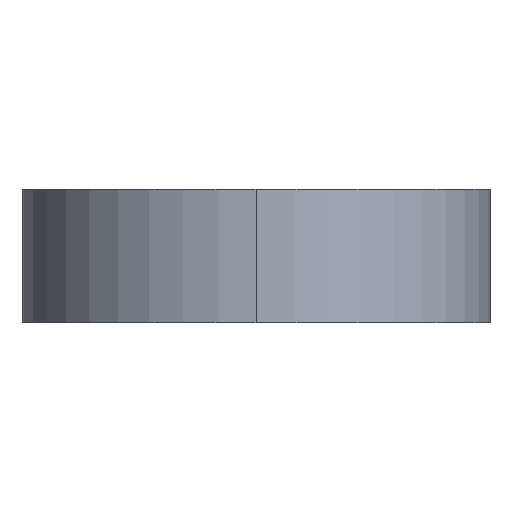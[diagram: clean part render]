
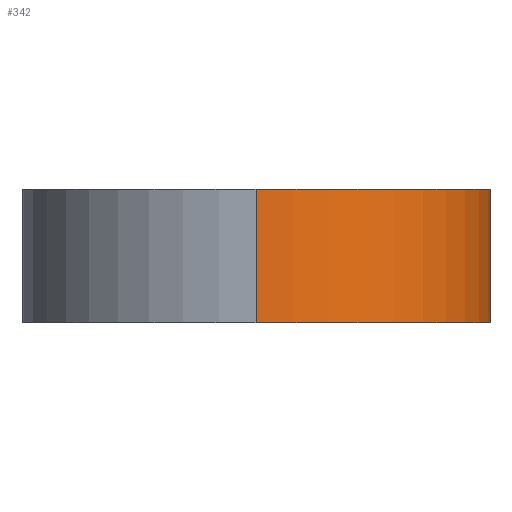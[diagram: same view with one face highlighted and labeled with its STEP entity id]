
A CAD part, left-side view. The second image highlights one B-rep face of the part: STEP entity #342.
In plain terms, the highlighted cylindrical face has radius 17.5 mm (diameter 35 mm), a partial arc.
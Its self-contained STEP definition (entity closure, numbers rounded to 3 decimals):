
#25 = DIRECTION ( 'NONE',  ( 0., 0., -1. ) ) ;
#28 = AXIS2_PLACEMENT_3D ( 'NONE', #1073, #483, #679 ) ;
#64 = VERTEX_POINT ( 'NONE', #630 ) ;
#95 = DIRECTION ( 'NONE',  ( 1., 0., 0. ) ) ;
#217 = LINE ( 'NONE', #1047, #481 ) ;
#228 = EDGE_CURVE ( 'NONE', #913, #701, #1082, .T. ) ;
#342 = ADVANCED_FACE ( 'NONE', ( #938 ), #543, .T. ) ;
#354 = EDGE_CURVE ( 'NONE', #64, #913, #217, .T. ) ;
#371 = CIRCLE ( 'NONE', #1171, 17.5 ) ;
#386 = AXIS2_PLACEMENT_3D ( 'NONE', #745, #25, #759 ) ;
#481 = VECTOR ( 'NONE', #1165, 1000. ) ;
#483 = DIRECTION ( 'NONE',  ( 0., 0., 1. ) ) ;
#489 = EDGE_LOOP ( 'NONE', ( #1211, #597, #704, #828 ) ) ;
#490 = CARTESIAN_POINT ( 'NONE',  ( 0., 0., 10. ) ) ;
#543 = CYLINDRICAL_SURFACE ( 'NONE', #386, 17.5 ) ;
#555 = DIRECTION ( 'NONE',  ( 0., 0., -1. ) ) ;
#585 = VECTOR ( 'NONE', #555, 1000. ) ;
#597 = ORIENTED_EDGE ( 'NONE', *, *, #354, .T. ) ;
#630 = CARTESIAN_POINT ( 'NONE',  ( -17.5, 0., 10. ) ) ;
#679 = DIRECTION ( 'NONE',  ( 1., 0., 0. ) ) ;
#701 = VERTEX_POINT ( 'NONE', #908 ) ;
#704 = ORIENTED_EDGE ( 'NONE', *, *, #228, .T. ) ;
#741 = CARTESIAN_POINT ( 'NONE',  ( 0.219, -17.499, 10. ) ) ;
#745 = CARTESIAN_POINT ( 'NONE',  ( 0., 0., 10. ) ) ;
#759 = DIRECTION ( 'NONE',  ( -1., 0., 0. ) ) ;
#828 = ORIENTED_EDGE ( 'NONE', *, *, #1014, .F. ) ;
#852 = CARTESIAN_POINT ( 'NONE',  ( 0.219, -17.499, 10. ) ) ;
#908 = CARTESIAN_POINT ( 'NONE',  ( 0.219, -17.499, 0. ) ) ;
#913 = VERTEX_POINT ( 'NONE', #1069 ) ;
#938 = FACE_OUTER_BOUND ( 'NONE', #489, .T. ) ;
#1014 = EDGE_CURVE ( 'NONE', #1293, #701, #1285, .T. ) ;
#1047 = CARTESIAN_POINT ( 'NONE',  ( -17.5, 0., 10. ) ) ;
#1069 = CARTESIAN_POINT ( 'NONE',  ( -17.5, 0., 0. ) ) ;
#1073 = CARTESIAN_POINT ( 'NONE',  ( 0., 0., 0. ) ) ;
#1082 = CIRCLE ( 'NONE', #28, 17.5 ) ;
#1155 = EDGE_CURVE ( 'NONE', #64, #1293, #371, .T. ) ;
#1165 = DIRECTION ( 'NONE',  ( 0., 0., -1. ) ) ;
#1171 = AXIS2_PLACEMENT_3D ( 'NONE', #490, #1257, #95 ) ;
#1211 = ORIENTED_EDGE ( 'NONE', *, *, #1155, .F. ) ;
#1257 = DIRECTION ( 'NONE',  ( 0., 0., 1. ) ) ;
#1285 = LINE ( 'NONE', #852, #585 ) ;
#1293 = VERTEX_POINT ( 'NONE', #741 ) ;
